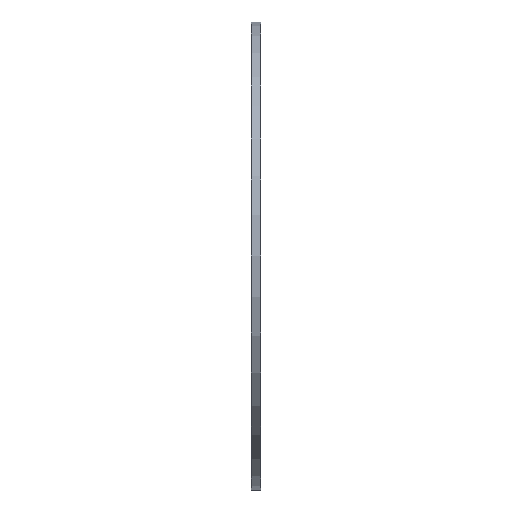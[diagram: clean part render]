
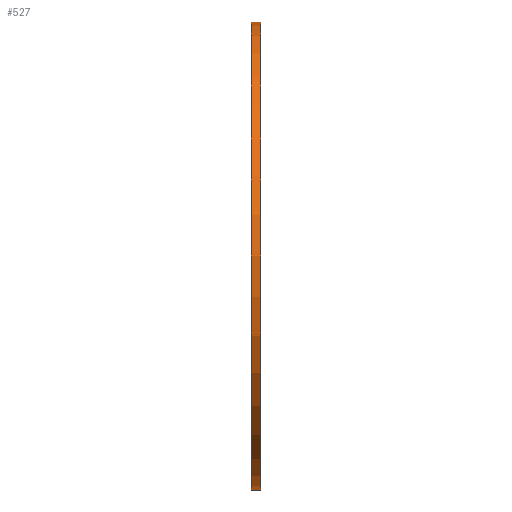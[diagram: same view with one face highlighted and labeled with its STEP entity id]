
A CAD part, left-side view. The second image highlights one B-rep face of the part: STEP entity #527.
In plain terms, the highlighted cylindrical face has radius 77 mm (diameter 154 mm), a partial arc.
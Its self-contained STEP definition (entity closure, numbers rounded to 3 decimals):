
#33 = EDGE_LOOP ( 'NONE', ( #93, #65, #79, #128 ) ) ;
#65 = ORIENTED_EDGE ( 'NONE', *, *, #497, .F. ) ;
#79 = ORIENTED_EDGE ( 'NONE', *, *, #491, .T. ) ;
#93 = ORIENTED_EDGE ( 'NONE', *, *, #503, .F. ) ;
#128 = ORIENTED_EDGE ( 'NONE', *, *, #492, .T. ) ;
#169 = AXIS2_PLACEMENT_3D ( 'NONE', #189, #196, #187 ) ;
#176 = AXIS2_PLACEMENT_3D ( 'NONE', #184, #198, #284 ) ;
#184 = CARTESIAN_POINT ( 'NONE',  ( 0., 3., 0. ) ) ;
#187 = DIRECTION ( 'NONE',  ( 0., 0., 1. ) ) ;
#188 = DIRECTION ( 'NONE',  ( 0., -1., 0. ) ) ;
#189 = CARTESIAN_POINT ( 'NONE',  ( 0., 0., 0. ) ) ;
#196 = DIRECTION ( 'NONE',  ( 0., 1., 0. ) ) ;
#198 = DIRECTION ( 'NONE',  ( 0., 1., 0. ) ) ;
#216 = CARTESIAN_POINT ( 'NONE',  ( 0., 3., 77. ) ) ;
#221 = CARTESIAN_POINT ( 'NONE',  ( 0., 3., -77. ) ) ;
#237 = VERTEX_POINT ( 'NONE', #354 ) ;
#270 = DIRECTION ( 'NONE',  ( 0., -1., 0. ) ) ;
#282 = CARTESIAN_POINT ( 'NONE',  ( 0., 0., 77. ) ) ;
#284 = DIRECTION ( 'NONE',  ( 0., 0., 1. ) ) ;
#354 = CARTESIAN_POINT ( 'NONE',  ( 0., 0., -77. ) ) ;
#365 = VERTEX_POINT ( 'NONE', #216 ) ;
#371 = VERTEX_POINT ( 'NONE', #221 ) ;
#381 = VERTEX_POINT ( 'NONE', #282 ) ;
#401 = CARTESIAN_POINT ( 'NONE',  ( 0., 3., -77. ) ) ;
#413 = CARTESIAN_POINT ( 'NONE',  ( 0., 3., 77. ) ) ;
#491 = EDGE_CURVE ( 'NONE', #371, #237, #705, .T. ) ;
#492 = EDGE_CURVE ( 'NONE', #237, #381, #662, .T. ) ;
#497 = EDGE_CURVE ( 'NONE', #371, #365, #679, .T. ) ;
#503 = EDGE_CURVE ( 'NONE', #365, #381, #778, .T. ) ;
#527 = ADVANCED_FACE ( 'NONE', ( #633 ), #767, .T. ) ;
#570 = AXIS2_PLACEMENT_3D ( 'NONE', #859, #858, #857 ) ;
#633 = FACE_OUTER_BOUND ( 'NONE', #33, .T. ) ;
#662 = CIRCLE ( 'NONE', #169, 77. ) ;
#679 = CIRCLE ( 'NONE', #176, 77. ) ;
#681 = VECTOR ( 'NONE', #270, 1000. ) ;
#705 = LINE ( 'NONE', #401, #759 ) ;
#759 = VECTOR ( 'NONE', #188, 1000. ) ;
#767 = CYLINDRICAL_SURFACE ( 'NONE', #570, 77. ) ;
#778 = LINE ( 'NONE', #413, #681 ) ;
#857 = DIRECTION ( 'NONE',  ( 0., 0., -1. ) ) ;
#858 = DIRECTION ( 'NONE',  ( 0., -1., 0. ) ) ;
#859 = CARTESIAN_POINT ( 'NONE',  ( 0., 3., 0. ) ) ;
